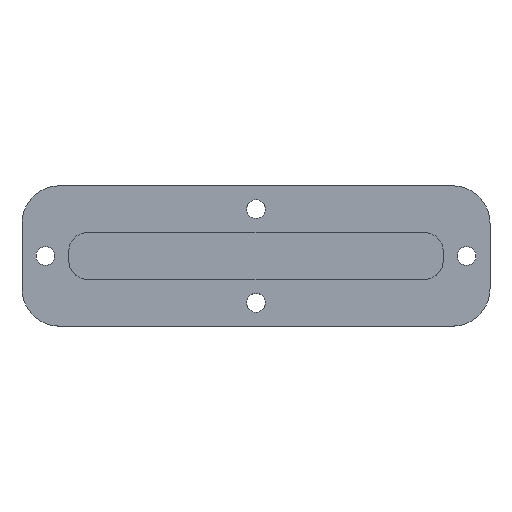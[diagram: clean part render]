
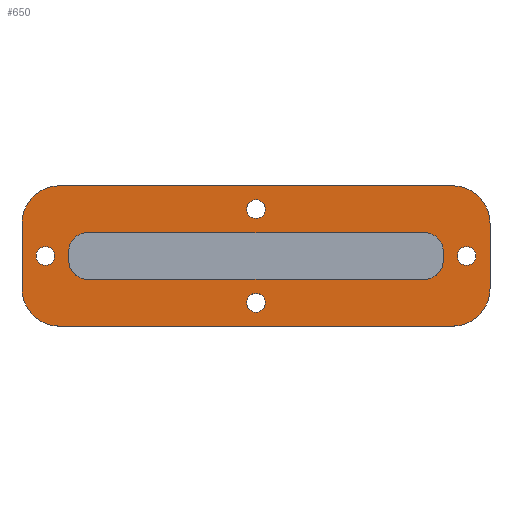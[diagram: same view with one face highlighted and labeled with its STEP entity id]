
A CAD part, top view. The second image highlights one B-rep face of the part: STEP entity #650.
In plain terms, the highlighted planar face has unit normal (0, 0, 1).
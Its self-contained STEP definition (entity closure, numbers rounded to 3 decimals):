
#125=DIRECTION('',(-1.,0.,0.));
#126=VECTOR('',#125,36.);
#127=CARTESIAN_POINT('',(18.,2.5,2.));
#128=LINE('232',#127,#126);
#129=DIRECTION('',(0.,-1.,0.));
#130=VECTOR('',#129,1.);
#131=CARTESIAN_POINT('',(-20.,0.5,2.));
#132=LINE('233',#131,#130);
#133=DIRECTION('',(1.,0.,0.));
#134=VECTOR('',#133,36.);
#135=CARTESIAN_POINT('',(-18.,-2.5,2.));
#136=LINE('230',#135,#134);
#137=DIRECTION('',(0.,1.,0.));
#138=VECTOR('',#137,1.);
#139=CARTESIAN_POINT('',(20.,-0.5,2.));
#140=LINE('231',#139,#138);
#141=CARTESIAN_POINT('',(-21.,-3.5,2.));
#142=DIRECTION('',(0.,0.,1.));
#143=DIRECTION('',(-1.,0.,0.));
#144=AXIS2_PLACEMENT_3D('',#141,#142,#143);
#146=DIRECTION('',(0.,-1.,0.));
#147=VECTOR('',#146,7.);
#148=CARTESIAN_POINT('',(-25.,3.5,2.));
#149=LINE('360',#148,#147);
#150=CARTESIAN_POINT('',(-21.,3.5,2.));
#151=DIRECTION('',(0.,0.,1.));
#152=DIRECTION('',(0.,1.,0.));
#153=AXIS2_PLACEMENT_3D('',#150,#151,#152);
#155=DIRECTION('',(-1.,0.,0.));
#156=VECTOR('',#155,42.);
#157=CARTESIAN_POINT('',(21.,7.5,2.));
#158=LINE('363',#157,#156);
#159=CARTESIAN_POINT('',(21.,3.5,2.));
#160=DIRECTION('',(0.,0.,1.));
#161=DIRECTION('',(1.,0.,0.));
#162=AXIS2_PLACEMENT_3D('',#159,#160,#161);
#164=DIRECTION('',(0.,1.,0.));
#165=VECTOR('',#164,7.);
#166=CARTESIAN_POINT('',(25.,-3.5,2.));
#167=LINE('362',#166,#165);
#168=CARTESIAN_POINT('',(21.,-3.5,2.));
#169=DIRECTION('',(0.,0.,1.));
#170=DIRECTION('',(0.,-1.,0.));
#171=AXIS2_PLACEMENT_3D('',#168,#169,#170);
#173=DIRECTION('',(1.,0.,0.));
#174=VECTOR('',#173,42.);
#175=CARTESIAN_POINT('',(-21.,-7.5,2.));
#176=LINE('361',#175,#174);
#177=CARTESIAN_POINT('',(0.,-5.,2.));
#178=DIRECTION('',(0.,0.,-1.));
#179=DIRECTION('',(-1.,0.,0.));
#180=AXIS2_PLACEMENT_3D('',#177,#178,#179);
#182=CARTESIAN_POINT('',(0.,-5.,2.));
#183=DIRECTION('',(0.,0.,-1.));
#184=DIRECTION('',(1.,0.,0.));
#185=AXIS2_PLACEMENT_3D('',#182,#183,#184);
#187=CARTESIAN_POINT('',(-22.5,0.,2.));
#188=DIRECTION('',(0.,0.,-1.));
#189=DIRECTION('',(-1.,0.,0.));
#190=AXIS2_PLACEMENT_3D('',#187,#188,#189);
#192=CARTESIAN_POINT('',(-22.5,0.,2.));
#193=DIRECTION('',(0.,0.,-1.));
#194=DIRECTION('',(1.,0.,0.));
#195=AXIS2_PLACEMENT_3D('',#192,#193,#194);
#197=CARTESIAN_POINT('',(0.,5.,2.));
#198=DIRECTION('',(0.,0.,-1.));
#199=DIRECTION('',(-1.,0.,0.));
#200=AXIS2_PLACEMENT_3D('',#197,#198,#199);
#202=CARTESIAN_POINT('',(0.,5.,2.));
#203=DIRECTION('',(0.,0.,-1.));
#204=DIRECTION('',(1.,0.,0.));
#205=AXIS2_PLACEMENT_3D('',#202,#203,#204);
#207=CARTESIAN_POINT('',(22.5,0.,2.));
#208=DIRECTION('',(0.,0.,-1.));
#209=DIRECTION('',(-1.,0.,0.));
#210=AXIS2_PLACEMENT_3D('',#207,#208,#209);
#212=CARTESIAN_POINT('',(22.5,0.,2.));
#213=DIRECTION('',(0.,0.,-1.));
#214=DIRECTION('',(1.,0.,0.));
#215=AXIS2_PLACEMENT_3D('',#212,#213,#214);
#225=CARTESIAN_POINT('',(-18.,0.5,2.));
#226=DIRECTION('',(0.,0.,-1.));
#227=DIRECTION('',(-1.,0.,0.));
#228=AXIS2_PLACEMENT_3D('',#225,#226,#227);
#266=CARTESIAN_POINT('',(-18.,-0.5,2.));
#267=DIRECTION('',(0.,0.,-1.));
#268=DIRECTION('',(0.,-1.,0.));
#269=AXIS2_PLACEMENT_3D('',#266,#267,#268);
#287=CARTESIAN_POINT('',(18.,-0.5,2.));
#288=DIRECTION('',(0.,0.,-1.));
#289=DIRECTION('',(1.,0.,0.));
#290=AXIS2_PLACEMENT_3D('',#287,#288,#289);
#300=CARTESIAN_POINT('',(18.,0.5,2.));
#301=DIRECTION('',(0.,0.,-1.));
#302=DIRECTION('',(0.,1.,0.));
#303=AXIS2_PLACEMENT_3D('',#300,#301,#302);
#338=CARTESIAN_POINT('',(-20.,-0.5,2.));
#340=VERTEX_POINT('',#338);
#343=CARTESIAN_POINT('',(-18.,-2.5,2.));
#344=VERTEX_POINT('',#343);
#346=CARTESIAN_POINT('',(-18.,2.5,2.));
#348=VERTEX_POINT('',#346);
#351=CARTESIAN_POINT('',(-20.,0.5,2.));
#352=VERTEX_POINT('',#351);
#354=CARTESIAN_POINT('',(18.,-2.5,2.));
#356=VERTEX_POINT('',#354);
#359=CARTESIAN_POINT('',(20.,-0.5,2.));
#360=VERTEX_POINT('',#359);
#362=CARTESIAN_POINT('',(20.,0.5,2.));
#364=VERTEX_POINT('',#362);
#367=CARTESIAN_POINT('',(18.,2.5,2.));
#368=VERTEX_POINT('',#367);
#373=CARTESIAN_POINT('',(-25.,-3.5,2.));
#374=VERTEX_POINT('',#373);
#375=CARTESIAN_POINT('',(-21.,-7.5,2.));
#376=VERTEX_POINT('',#375);
#381=CARTESIAN_POINT('',(-21.,7.5,2.));
#382=VERTEX_POINT('',#381);
#383=CARTESIAN_POINT('',(-25.,3.5,2.));
#384=VERTEX_POINT('',#383);
#389=CARTESIAN_POINT('',(21.,-7.5,2.));
#390=VERTEX_POINT('',#389);
#391=CARTESIAN_POINT('',(25.,-3.5,2.));
#392=VERTEX_POINT('',#391);
#397=CARTESIAN_POINT('',(25.,3.5,2.));
#398=VERTEX_POINT('',#397);
#399=CARTESIAN_POINT('',(21.,7.5,2.));
#400=VERTEX_POINT('',#399);
#405=CARTESIAN_POINT('',(-1.,-5.,2.));
#406=CARTESIAN_POINT('',(1.,-5.,2.));
#407=VERTEX_POINT('',#405);
#408=VERTEX_POINT('',#406);
#413=CARTESIAN_POINT('',(-23.5,0.,2.));
#414=CARTESIAN_POINT('',(-21.5,0.,2.));
#415=VERTEX_POINT('',#413);
#416=VERTEX_POINT('',#414);
#421=CARTESIAN_POINT('',(-1.,5.,2.));
#422=CARTESIAN_POINT('',(1.,5.,2.));
#423=VERTEX_POINT('',#421);
#424=VERTEX_POINT('',#422);
#429=CARTESIAN_POINT('',(21.5,0.,2.));
#430=CARTESIAN_POINT('',(23.5,0.,2.));
#431=VERTEX_POINT('',#429);
#432=VERTEX_POINT('',#430);
#593=CARTESIAN_POINT('',(0.,0.,2.));
#594=DIRECTION('',(0.,0.,1.));
#595=DIRECTION('',(1.,0.,0.));
#596=AXIS2_PLACEMENT_3D('',#593,#594,#595);
#597=PLANE('20',#596);
#598=ORIENTED_EDGE('342',*,*,#489,.F.);
#599=ORIENTED_EDGE('360',*,*,#505,.F.);
#600=ORIENTED_EDGE('346',*,*,#518,.F.);
#601=ORIENTED_EDGE('363',*,*,#533,.F.);
#602=ORIENTED_EDGE('354',*,*,#546,.F.);
#603=ORIENTED_EDGE('362',*,*,#559,.F.);
#604=ORIENTED_EDGE('350',*,*,#574,.F.);
#605=ORIENTED_EDGE('361',*,*,#586,.F.);
#606=EDGE_LOOP('20',(#598,#599,#600,#601,#602,#603,#604,#605));
#607=FACE_OUTER_BOUND('20',#606,.F.);
#609=ORIENTED_EDGE('232',*,*,#608,.T.);
#611=ORIENTED_EDGE('235',*,*,#610,.F.);
#613=ORIENTED_EDGE('233',*,*,#612,.T.);
#615=ORIENTED_EDGE('234',*,*,#614,.F.);
#617=ORIENTED_EDGE('230',*,*,#616,.T.);
#619=ORIENTED_EDGE('236',*,*,#618,.F.);
#621=ORIENTED_EDGE('231',*,*,#620,.T.);
#623=ORIENTED_EDGE('237',*,*,#622,.F.);
#624=EDGE_LOOP('20',(#609,#611,#613,#615,#617,#619,#621,#623));
#625=FACE_BOUND('20',#624,.F.);
#627=ORIENTED_EDGE('390',*,*,#626,.F.);
#629=ORIENTED_EDGE('391',*,*,#628,.F.);
#630=EDGE_LOOP('20',(#627,#629));
#631=FACE_BOUND('20',#630,.F.);
#633=ORIENTED_EDGE('419',*,*,#632,.F.);
#635=ORIENTED_EDGE('420',*,*,#634,.F.);
#636=EDGE_LOOP('20',(#633,#635));
#637=FACE_BOUND('20',#636,.F.);
#639=ORIENTED_EDGE('448',*,*,#638,.F.);
#641=ORIENTED_EDGE('449',*,*,#640,.F.);
#642=EDGE_LOOP('20',(#639,#641));
#643=FACE_BOUND('20',#642,.F.);
#645=ORIENTED_EDGE('477',*,*,#644,.F.);
#647=ORIENTED_EDGE('478',*,*,#646,.F.);
#648=EDGE_LOOP('20',(#645,#647));
#649=FACE_BOUND('20',#648,.F.);
#145=CIRCLE('342',#144,4.);
#154=CIRCLE('346',#153,4.);
#163=CIRCLE('354',#162,4.);
#172=CIRCLE('350',#171,4.);
#181=CIRCLE('390',#180,1.);
#186=CIRCLE('391',#185,1.);
#191=CIRCLE('419',#190,1.);
#196=CIRCLE('420',#195,1.);
#201=CIRCLE('448',#200,1.);
#206=CIRCLE('449',#205,1.);
#211=CIRCLE('477',#210,1.);
#216=CIRCLE('478',#215,1.);
#229=CIRCLE('235',#228,2.);
#270=CIRCLE('234',#269,2.);
#291=CIRCLE('236',#290,2.);
#304=CIRCLE('237',#303,2.);
#489=EDGE_CURVE('342',#374,#376,#145,.T.);
#505=EDGE_CURVE('360',#384,#374,#149,.T.);
#518=EDGE_CURVE('346',#382,#384,#154,.T.);
#533=EDGE_CURVE('363',#400,#382,#158,.T.);
#546=EDGE_CURVE('354',#398,#400,#163,.T.);
#559=EDGE_CURVE('362',#392,#398,#167,.T.);
#574=EDGE_CURVE('350',#390,#392,#172,.T.);
#586=EDGE_CURVE('361',#376,#390,#176,.T.);
#608=EDGE_CURVE('232',#368,#348,#128,.T.);
#610=EDGE_CURVE('235',#352,#348,#229,.T.);
#612=EDGE_CURVE('233',#352,#340,#132,.T.);
#614=EDGE_CURVE('234',#344,#340,#270,.T.);
#616=EDGE_CURVE('230',#344,#356,#136,.T.);
#618=EDGE_CURVE('236',#360,#356,#291,.T.);
#620=EDGE_CURVE('231',#360,#364,#140,.T.);
#622=EDGE_CURVE('237',#368,#364,#304,.T.);
#626=EDGE_CURVE('390',#407,#408,#181,.T.);
#628=EDGE_CURVE('391',#408,#407,#186,.T.);
#632=EDGE_CURVE('419',#415,#416,#191,.T.);
#634=EDGE_CURVE('420',#416,#415,#196,.T.);
#638=EDGE_CURVE('448',#423,#424,#201,.T.);
#640=EDGE_CURVE('449',#424,#423,#206,.T.);
#644=EDGE_CURVE('477',#431,#432,#211,.T.);
#646=EDGE_CURVE('478',#432,#431,#216,.T.);
#650=ADVANCED_FACE('20',(#607,#625,#631,#637,#643,#649),#597,.T.);
